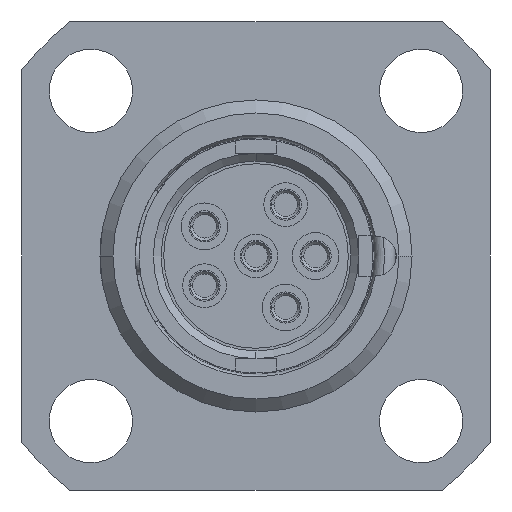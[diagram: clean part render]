
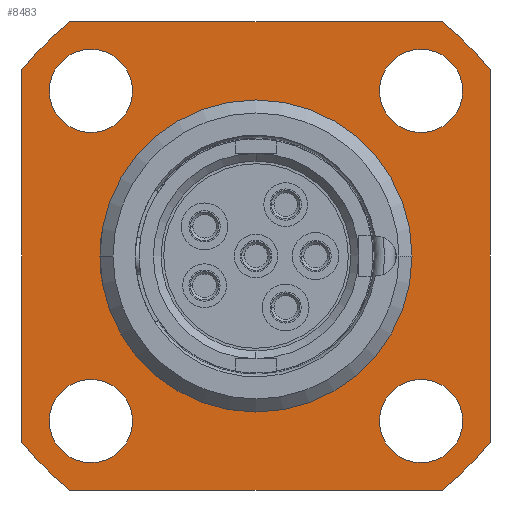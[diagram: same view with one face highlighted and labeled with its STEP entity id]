
A CAD part, left-side view. The second image highlights one B-rep face of the part: STEP entity #8483.
In plain terms, the highlighted planar face has unit normal (-1, 0, 0).
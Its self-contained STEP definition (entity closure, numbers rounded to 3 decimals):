
#1380=CARTESIAN_POINT('',(-5.,0.,0.));
#1381=DIRECTION('',(-1.,0.,0.));
#1382=DIRECTION('',(0.,1.,0.));
#1383=AXIS2_PLACEMENT_3D('',#1380,#1381,#1382);
#1496=CARTESIAN_POINT('',(-5.,0.,0.));
#1497=DIRECTION('',(-1.,0.,0.));
#1498=DIRECTION('',(0.,-1.,0.));
#1499=AXIS2_PLACEMENT_3D('',#1496,#1497,#1498);
#1501=DIRECTION('',(0.,0.,1.));
#1502=VECTOR('',#1501,14.318);
#1503=CARTESIAN_POINT('',(-5.,-9.,-7.159));
#1504=LINE('880',#1503,#1502);
#1505=CARTESIAN_POINT('',(-5.,0.,0.));
#1506=DIRECTION('',(-1.,0.,0.));
#1507=DIRECTION('',(0.,-0.623,-0.783));
#1508=AXIS2_PLACEMENT_3D('',#1505,#1506,#1507);
#1510=DIRECTION('',(0.,-1.,0.));
#1511=VECTOR('',#1510,14.318);
#1512=CARTESIAN_POINT('',(-5.,7.159,-9.));
#1513=LINE('882',#1512,#1511);
#1514=CARTESIAN_POINT('',(-5.,0.,0.));
#1515=DIRECTION('',(-1.,0.,0.));
#1516=DIRECTION('',(0.,0.783,-0.623));
#1517=AXIS2_PLACEMENT_3D('',#1514,#1515,#1516);
#1519=DIRECTION('',(0.,0.,-1.));
#1520=VECTOR('',#1519,14.318);
#1521=CARTESIAN_POINT('',(-5.,9.,7.159));
#1522=LINE('884',#1521,#1520);
#1523=CARTESIAN_POINT('',(-5.,0.,0.));
#1524=DIRECTION('',(-1.,0.,0.));
#1525=DIRECTION('',(0.,0.623,0.783));
#1526=AXIS2_PLACEMENT_3D('',#1523,#1524,#1525);
#1528=DIRECTION('',(0.,1.,0.));
#1529=VECTOR('',#1528,14.318);
#1530=CARTESIAN_POINT('',(-5.,-7.159,9.));
#1531=LINE('886',#1530,#1529);
#1532=CARTESIAN_POINT('',(-5.,0.,0.));
#1533=DIRECTION('',(-1.,0.,0.));
#1534=DIRECTION('',(0.,-0.783,0.623));
#1535=AXIS2_PLACEMENT_3D('',#1532,#1533,#1534);
#1537=CARTESIAN_POINT('',(-5.,6.35,6.35));
#1538=DIRECTION('',(1.,0.,0.));
#1539=DIRECTION('',(0.,1.,0.));
#1540=AXIS2_PLACEMENT_3D('',#1537,#1538,#1539);
#1542=CARTESIAN_POINT('',(-5.,6.35,6.35));
#1543=DIRECTION('',(1.,0.,0.));
#1544=DIRECTION('',(0.,-1.,0.));
#1545=AXIS2_PLACEMENT_3D('',#1542,#1543,#1544);
#1547=CARTESIAN_POINT('',(-5.,6.35,-6.35));
#1548=DIRECTION('',(1.,0.,0.));
#1549=DIRECTION('',(0.,1.,0.));
#1550=AXIS2_PLACEMENT_3D('',#1547,#1548,#1549);
#1552=CARTESIAN_POINT('',(-5.,6.35,-6.35));
#1553=DIRECTION('',(1.,0.,0.));
#1554=DIRECTION('',(0.,-1.,0.));
#1555=AXIS2_PLACEMENT_3D('',#1552,#1553,#1554);
#1557=CARTESIAN_POINT('',(-5.,-6.35,-6.35));
#1558=DIRECTION('',(1.,0.,0.));
#1559=DIRECTION('',(0.,1.,0.));
#1560=AXIS2_PLACEMENT_3D('',#1557,#1558,#1559);
#1562=CARTESIAN_POINT('',(-5.,-6.35,-6.35));
#1563=DIRECTION('',(1.,0.,0.));
#1564=DIRECTION('',(0.,-1.,0.));
#1565=AXIS2_PLACEMENT_3D('',#1562,#1563,#1564);
#1567=CARTESIAN_POINT('',(-5.,-6.35,6.35));
#1568=DIRECTION('',(1.,0.,0.));
#1569=DIRECTION('',(0.,1.,0.));
#1570=AXIS2_PLACEMENT_3D('',#1567,#1568,#1569);
#1572=CARTESIAN_POINT('',(-5.,-6.35,6.35));
#1573=DIRECTION('',(1.,0.,0.));
#1574=DIRECTION('',(0.,-1.,0.));
#1575=AXIS2_PLACEMENT_3D('',#1572,#1573,#1574);
#4631=CARTESIAN_POINT('',(-5.,-9.,-7.159));
#4632=CARTESIAN_POINT('',(-5.,-9.,7.159));
#4633=VERTEX_POINT('',#4631);
#4634=VERTEX_POINT('',#4632);
#4635=CARTESIAN_POINT('',(-5.,-7.159,-9.));
#4636=VERTEX_POINT('',#4635);
#4637=CARTESIAN_POINT('',(-5.,7.159,-9.));
#4638=VERTEX_POINT('',#4637);
#4639=CARTESIAN_POINT('',(-5.,9.,-7.159));
#4640=VERTEX_POINT('',#4639);
#4641=CARTESIAN_POINT('',(-5.,9.,7.159));
#4642=VERTEX_POINT('',#4641);
#4643=CARTESIAN_POINT('',(-5.,7.159,9.));
#4644=VERTEX_POINT('',#4643);
#4645=CARTESIAN_POINT('',(-5.,-7.159,9.));
#4646=VERTEX_POINT('',#4645);
#4651=CARTESIAN_POINT('',(-5.,-6.,0.));
#4652=CARTESIAN_POINT('',(-5.,6.,0.));
#4653=VERTEX_POINT('',#4651);
#4654=VERTEX_POINT('',#4652);
#4663=CARTESIAN_POINT('',(-5.,7.95,6.35));
#4664=CARTESIAN_POINT('',(-5.,4.75,6.35));
#4665=VERTEX_POINT('',#4663);
#4666=VERTEX_POINT('',#4664);
#4671=CARTESIAN_POINT('',(-5.,7.95,-6.35));
#4672=CARTESIAN_POINT('',(-5.,4.75,-6.35));
#4673=VERTEX_POINT('',#4671);
#4674=VERTEX_POINT('',#4672);
#4679=CARTESIAN_POINT('',(-5.,-4.75,-6.35));
#4680=CARTESIAN_POINT('',(-5.,-7.95,-6.35));
#4681=VERTEX_POINT('',#4679);
#4682=VERTEX_POINT('',#4680);
#4687=CARTESIAN_POINT('',(-5.,-4.75,6.35));
#4688=CARTESIAN_POINT('',(-5.,-7.95,6.35));
#4689=VERTEX_POINT('',#4687);
#4690=VERTEX_POINT('',#4688);
#8432=CARTESIAN_POINT('',(-5.,0.,0.));
#8433=DIRECTION('',(1.,0.,0.));
#8434=DIRECTION('',(0.,0.,-1.));
#8435=AXIS2_PLACEMENT_3D('',#8432,#8433,#8434);
#8436=PLANE('274',#8435);
#8438=ORIENTED_EDGE('880',*,*,#8437,.F.);
#8440=ORIENTED_EDGE('881',*,*,#8439,.F.);
#8442=ORIENTED_EDGE('882',*,*,#8441,.F.);
#8444=ORIENTED_EDGE('883',*,*,#8443,.F.);
#8446=ORIENTED_EDGE('884',*,*,#8445,.F.);
#8448=ORIENTED_EDGE('885',*,*,#8447,.F.);
#8450=ORIENTED_EDGE('886',*,*,#8449,.F.);
#8452=ORIENTED_EDGE('887',*,*,#8451,.F.);
#8453=EDGE_LOOP('274',(#8438,#8440,#8442,#8444,#8446,#8448,#8450,#8452));
#8454=FACE_OUTER_BOUND('274',#8453,.F.);
#8455=ORIENTED_EDGE('897',*,*,#8418,.T.);
#8456=ORIENTED_EDGE('899',*,*,#8236,.T.);
#8457=EDGE_LOOP('274',(#8455,#8456));
#8458=FACE_BOUND('274',#8457,.F.);
#8460=ORIENTED_EDGE('905',*,*,#8459,.F.);
#8462=ORIENTED_EDGE('906',*,*,#8461,.F.);
#8463=EDGE_LOOP('274',(#8460,#8462));
#8464=FACE_BOUND('274',#8463,.F.);
#8466=ORIENTED_EDGE('911',*,*,#8465,.F.);
#8468=ORIENTED_EDGE('912',*,*,#8467,.F.);
#8469=EDGE_LOOP('274',(#8466,#8468));
#8470=FACE_BOUND('274',#8469,.F.);
#8472=ORIENTED_EDGE('917',*,*,#8471,.F.);
#8474=ORIENTED_EDGE('918',*,*,#8473,.F.);
#8475=EDGE_LOOP('274',(#8472,#8474));
#8476=FACE_BOUND('274',#8475,.F.);
#8478=ORIENTED_EDGE('923',*,*,#8477,.F.);
#8480=ORIENTED_EDGE('924',*,*,#8479,.F.);
#8481=EDGE_LOOP('274',(#8478,#8480));
#8482=FACE_BOUND('274',#8481,.F.);
#1384=CIRCLE('899',#1383,6.);
#1500=CIRCLE('897',#1499,6.);
#1509=CIRCLE('881',#1508,11.5);
#1518=CIRCLE('883',#1517,11.5);
#1527=CIRCLE('885',#1526,11.5);
#1536=CIRCLE('887',#1535,11.5);
#1541=CIRCLE('905',#1540,1.6);
#1546=CIRCLE('906',#1545,1.6);
#1551=CIRCLE('911',#1550,1.6);
#1556=CIRCLE('912',#1555,1.6);
#1561=CIRCLE('917',#1560,1.6);
#1566=CIRCLE('918',#1565,1.6);
#1571=CIRCLE('923',#1570,1.6);
#1576=CIRCLE('924',#1575,1.6);
#8236=EDGE_CURVE('899',#4654,#4653,#1384,.T.);
#8418=EDGE_CURVE('897',#4653,#4654,#1500,.T.);
#8437=EDGE_CURVE('880',#4633,#4634,#1504,.T.);
#8439=EDGE_CURVE('881',#4636,#4633,#1509,.T.);
#8441=EDGE_CURVE('882',#4638,#4636,#1513,.T.);
#8443=EDGE_CURVE('883',#4640,#4638,#1518,.T.);
#8445=EDGE_CURVE('884',#4642,#4640,#1522,.T.);
#8447=EDGE_CURVE('885',#4644,#4642,#1527,.T.);
#8449=EDGE_CURVE('886',#4646,#4644,#1531,.T.);
#8451=EDGE_CURVE('887',#4634,#4646,#1536,.T.);
#8459=EDGE_CURVE('905',#4665,#4666,#1541,.T.);
#8461=EDGE_CURVE('906',#4666,#4665,#1546,.T.);
#8465=EDGE_CURVE('911',#4673,#4674,#1551,.T.);
#8467=EDGE_CURVE('912',#4674,#4673,#1556,.T.);
#8471=EDGE_CURVE('917',#4681,#4682,#1561,.T.);
#8473=EDGE_CURVE('918',#4682,#4681,#1566,.T.);
#8477=EDGE_CURVE('923',#4689,#4690,#1571,.T.);
#8479=EDGE_CURVE('924',#4690,#4689,#1576,.T.);
#8483=ADVANCED_FACE('274',(#8454,#8458,#8464,#8470,#8476,#8482),#8436,.F.);
